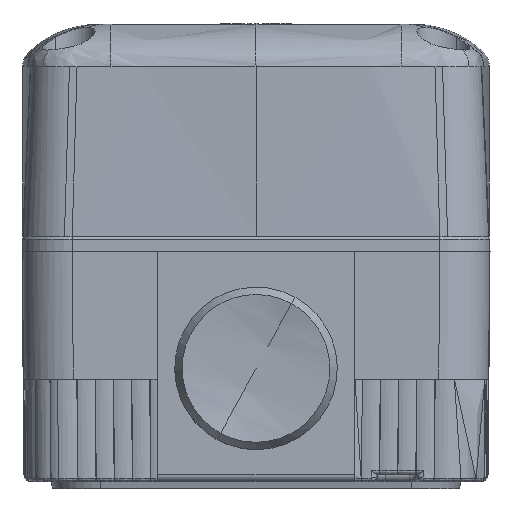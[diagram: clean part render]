
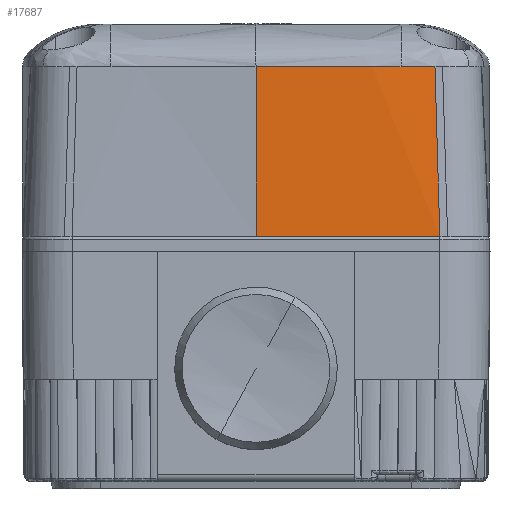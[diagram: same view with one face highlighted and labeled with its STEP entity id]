
A CAD part, front view. The second image highlights one B-rep face of the part: STEP entity #17687.
In plain terms, the highlighted free-form (B-spline) face has degree [5, 1] with [6, 2] control points.
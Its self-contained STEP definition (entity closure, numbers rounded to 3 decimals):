
#7688=CARTESIAN_POINT('Control Point',(0.,-41.,24.)) ;
#7689=CARTESIAN_POINT('Control Point',(2.053,-41.,24.)) ;
#7690=CARTESIAN_POINT('Control Point',(4.105,-40.982,24.)) ;
#7691=CARTESIAN_POINT('Control Point',(6.158,-40.947,24.)) ;
#7692=CARTESIAN_POINT('Control Point',(9.237,-40.868,24.)) ;
#7693=CARTESIAN_POINT('Control Point',(12.315,-40.75,24.)) ;
#7694=CARTESIAN_POINT('Control Point',(13.34,-40.706,24.)) ;
#7695=CARTESIAN_POINT('Control Point',(14.574,-40.648,24.)) ;
#7696=CARTESIAN_POINT('Control Point',(15.807,-40.583,24.)) ;
#7697=CARTESIAN_POINT('Control Point',(16.015,-40.572,24.)) ;
#7698=CARTESIAN_POINT('Control Point',(16.223,-40.561,24.)) ;
#7699=CARTESIAN_POINT('Control Point',(16.431,-40.55,24.)) ;
#7700=CARTESIAN_POINT('Vertex',(16.431,-40.55,24.)) ;
#7702=CARTESIAN_POINT('Vertex',(0.,-41.,24.)) ;
#7706=CARTESIAN_POINT('Control Point',(16.431,-40.55,24.)) ;
#7707=CARTESIAN_POINT('Control Point',(17.248,-40.505,24.)) ;
#7708=CARTESIAN_POINT('Control Point',(18.065,-40.457,24.)) ;
#7709=CARTESIAN_POINT('Control Point',(18.882,-40.407,24.)) ;
#7710=CARTESIAN_POINT('Control Point',(19.698,-40.354,24.)) ;
#7711=CARTESIAN_POINT('Control Point',(20.515,-40.298,24.)) ;
#7712=CARTESIAN_POINT('Vertex',(20.515,-40.298,24.)) ;
#8692=CARTESIAN_POINT('Control Point',(20.974,-40.266,24.)) ;
#8693=CARTESIAN_POINT('Control Point',(20.821,-40.277,24.)) ;
#8694=CARTESIAN_POINT('Control Point',(20.668,-40.287,24.)) ;
#8695=CARTESIAN_POINT('Control Point',(20.515,-40.298,24.)) ;
#8696=CARTESIAN_POINT('Vertex',(20.974,-40.266,24.)) ;
#8700=CARTESIAN_POINT('Control Point',(25.313,-39.93,24.)) ;
#8701=CARTESIAN_POINT('Control Point',(23.868,-40.052,23.999)) ;
#8702=CARTESIAN_POINT('Control Point',(22.422,-40.164,24.)) ;
#8703=CARTESIAN_POINT('Control Point',(20.974,-40.266,24.)) ;
#8704=CARTESIAN_POINT('Vertex',(25.313,-39.93,24.)) ;
#16701=CARTESIAN_POINT('Vertex',(26.,-41.,0.)) ;
#16704=CARTESIAN_POINT('Line Origine',(13.,-41.,0.)) ;
#16708=CARTESIAN_POINT('Vertex',(0.,-41.,0.)) ;
#17650=CARTESIAN_POINT('Control Point',(25.313,-39.93,24.)) ;
#17651=CARTESIAN_POINT('Control Point',(26.,-41.,0.)) ;
#17652=CARTESIAN_POINT('Control Point',(20.263,-40.358,24.)) ;
#17653=CARTESIAN_POINT('Control Point',(20.801,-41.,0.)) ;
#17654=CARTESIAN_POINT('Control Point',(15.204,-40.679,24.)) ;
#17655=CARTESIAN_POINT('Control Point',(15.602,-41.,0.)) ;
#17656=CARTESIAN_POINT('Control Point',(10.136,-40.893,24.)) ;
#17657=CARTESIAN_POINT('Control Point',(10.398,-41.,0.)) ;
#17658=CARTESIAN_POINT('Control Point',(5.068,-41.,24.)) ;
#17659=CARTESIAN_POINT('Control Point',(5.199,-41.,0.)) ;
#17660=CARTESIAN_POINT('Control Point',(0.,-41.,24.)) ;
#17661=CARTESIAN_POINT('Control Point',(0.,-41.,0.)) ;
#17663=CARTESIAN_POINT('Control Point',(0.,-41.,24.)) ;
#17664=CARTESIAN_POINT('Control Point',(0.,-41.,19.2)) ;
#17665=CARTESIAN_POINT('Control Point',(0.,-41.,14.4)) ;
#17666=CARTESIAN_POINT('Control Point',(0.,-41.,9.6)) ;
#17667=CARTESIAN_POINT('Control Point',(0.,-41.,4.8)) ;
#17668=CARTESIAN_POINT('Control Point',(0.,-41.,0.)) ;
#17671=CARTESIAN_POINT('Control Point',(25.313,-39.93,24.)) ;
#17672=CARTESIAN_POINT('Control Point',(25.451,-40.144,19.2)) ;
#17673=CARTESIAN_POINT('Control Point',(25.588,-40.358,14.4)) ;
#17674=CARTESIAN_POINT('Control Point',(25.725,-40.572,9.6)) ;
#17675=CARTESIAN_POINT('Control Point',(25.863,-40.786,4.8)) ;
#17676=CARTESIAN_POINT('Control Point',(26.,-41.,0.)) ;
#16705=DIRECTION('Vector Direction',(-1.,0.,0.)) ;
#16706=VECTOR('Line Direction',#16705,1.) ;
#17679=ORIENTED_EDGE('',*,*,#17669,.T.) ;
#17680=ORIENTED_EDGE('',*,*,#16710,.F.) ;
#17681=ORIENTED_EDGE('',*,*,#17677,.F.) ;
#17682=ORIENTED_EDGE('',*,*,#8706,.T.) ;
#17683=ORIENTED_EDGE('',*,*,#8698,.T.) ;
#17684=ORIENTED_EDGE('',*,*,#7714,.T.) ;
#17685=ORIENTED_EDGE('',*,*,#7704,.T.) ;
#17687=ADVANCED_FACE('PartBody',(#17686),#17649,.T.) ;
#7687=B_SPLINE_CURVE_WITH_KNOTS('',5,(#7688,#7689,#7690,#7691,#7692,#7693,#7694,#7695,#7696,#7697,#7698,#7699),.UNSPECIFIED.,.F.,.U.,(6,3,3,6),(0.,10.265,15.398,16.439),.UNSPECIFIED.) ;
#7705=B_SPLINE_CURVE_WITH_KNOTS('',5,(#7706,#7707,#7708,#7709,#7710,#7711),.UNSPECIFIED.,.F.,.U.,(6,6),(16.439,20.531),.UNSPECIFIED.) ;
#8691=B_SPLINE_CURVE_WITH_KNOTS('',3,(#8692,#8693,#8694,#8695),.UNSPECIFIED.,.F.,.U.,(4,4),(6.1,6.745),.UNSPECIFIED.) ;
#8699=B_SPLINE_CURVE_WITH_KNOTS('',3,(#8700,#8701,#8702,#8703),.UNSPECIFIED.,.F.,.U.,(4,4),(0.,6.1),.UNSPECIFIED.) ;
#17662=B_SPLINE_CURVE_WITH_KNOTS('',5,(#17663,#17664,#17665,#17666,#17667,#17668),.UNSPECIFIED.,.F.,.U.,(6,6),(0.,24.015),.UNSPECIFIED.) ;
#17670=B_SPLINE_CURVE_WITH_KNOTS('',5,(#17671,#17672,#17673,#17674,#17675,#17676),.UNSPECIFIED.,.F.,.U.,(6,6),(0.,24.015),.UNSPECIFIED.) ;
#17649=B_SPLINE_SURFACE_WITH_KNOTS('',5,1,((#17650,#17651),(#17652,#17653),(#17654,#17655),(#17656,#17657),(#17658,#17659),(#17660,#17661)),.UNSPECIFIED.,.F.,.F.,.U.,(6,6),(2,2),(0.,25.67),(0.,24.015),.UNSPECIFIED.) ;
#7704=EDGE_CURVE('',#7701,#7703,#7687,.F.) ;
#7714=EDGE_CURVE('',#7713,#7701,#7705,.F.) ;
#8698=EDGE_CURVE('',#8697,#7713,#8691,.T.) ;
#8706=EDGE_CURVE('',#8705,#8697,#8699,.T.) ;
#16710=EDGE_CURVE('',#16702,#16709,#16707,.T.) ;
#17669=EDGE_CURVE('',#7703,#16709,#17662,.T.) ;
#17677=EDGE_CURVE('',#8705,#16702,#17670,.T.) ;
#17678=EDGE_LOOP('',(#17679,#17680,#17681,#17682,#17683,#17684,#17685)) ;
#17686=FACE_OUTER_BOUND('',#17678,.T.) ;
#16707=LINE('Line',#16704,#16706) ;
#7701=VERTEX_POINT('',#7700) ;
#7703=VERTEX_POINT('',#7702) ;
#7713=VERTEX_POINT('',#7712) ;
#8697=VERTEX_POINT('',#8696) ;
#8705=VERTEX_POINT('',#8704) ;
#16702=VERTEX_POINT('',#16701) ;
#16709=VERTEX_POINT('',#16708) ;
